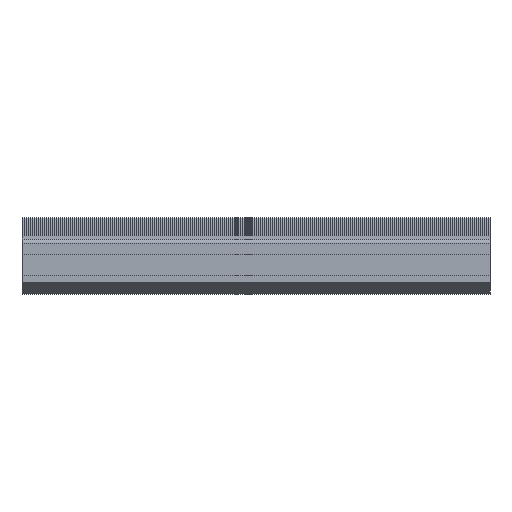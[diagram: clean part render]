
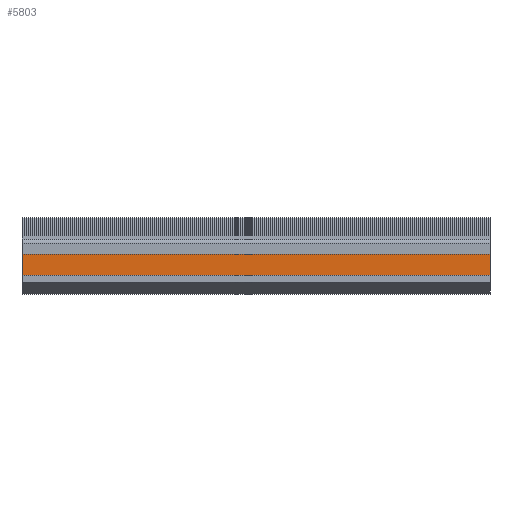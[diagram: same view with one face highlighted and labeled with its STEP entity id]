
A CAD part, front view. The second image highlights one B-rep face of the part: STEP entity #5803.
In plain terms, the highlighted planar face has unit normal (0, -1, 0).
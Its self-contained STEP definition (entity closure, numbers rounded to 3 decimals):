
#78 = VERTEX_POINT ( 'NONE', #6435 ) ;
#1844 = DIRECTION ( 'NONE',  ( -1., 0., 0. ) ) ;
#1845 = VECTOR ( 'NONE', #1844, 1000. ) ;
#1846 = CARTESIAN_POINT ( 'NONE',  ( 100., -4., 4. ) ) ;
#1858 = LINE ( 'NONE', #1846, #1845 ) ;
#1893 = LINE ( 'NONE', #1916, #1894 ) ;
#1894 = VECTOR ( 'NONE', #1951, 1000. ) ;
#1916 = CARTESIAN_POINT ( 'NONE',  ( 0., -4., 8.5 ) ) ;
#1925 = DIRECTION ( 'NONE',  ( -1., 0., 0. ) ) ;
#1926 = VECTOR ( 'NONE', #1925, 1000. ) ;
#1927 = CARTESIAN_POINT ( 'NONE',  ( 100., -4., 8.5 ) ) ;
#1928 = LINE ( 'NONE', #1927, #1926 ) ;
#1930 = CARTESIAN_POINT ( 'NONE',  ( 100., -4., 8.5 ) ) ;
#1932 = CARTESIAN_POINT ( 'NONE',  ( 0., -4., 4. ) ) ;
#1951 = DIRECTION ( 'NONE',  ( 0., 0., -1. ) ) ;
#1952 = CARTESIAN_POINT ( 'NONE',  ( 0., -4., 8.5 ) ) ;
#1954 = AXIS2_PLACEMENT_3D ( 'NONE', #1985, #1981, #1980 ) ;
#1980 = DIRECTION ( 'NONE',  ( 0., 0., 1. ) ) ;
#1981 = DIRECTION ( 'NONE',  ( 0., 1., 0. ) ) ;
#1985 = CARTESIAN_POINT ( 'NONE',  ( 100., -4., 8.5 ) ) ;
#1993 = FACE_OUTER_BOUND ( 'NONE', #5758, .T. ) ;
#1998 = PLANE ( 'NONE',  #1954 ) ;
#2166 = DIRECTION ( 'NONE',  ( 0., 0., -1. ) ) ;
#2167 = VECTOR ( 'NONE', #2166, 1000. ) ;
#2168 = CARTESIAN_POINT ( 'NONE',  ( 100., -4., 8.5 ) ) ;
#2169 = LINE ( 'NONE', #2168, #2167 ) ;
#5595 = EDGE_CURVE ( 'NONE', #78, #5752, #1858, .T. ) ;
#5714 = EDGE_CURVE ( 'NONE', #5731, #5752, #1893, .T. ) ;
#5718 = ORIENTED_EDGE ( 'NONE', *, *, #5714, .T. ) ;
#5731 = VERTEX_POINT ( 'NONE', #1952 ) ;
#5752 = VERTEX_POINT ( 'NONE', #1932 ) ;
#5754 = EDGE_CURVE ( 'NONE', #5756, #5731, #1928, .T. ) ;
#5756 = VERTEX_POINT ( 'NONE', #1930 ) ;
#5758 = EDGE_LOOP ( 'NONE', ( #5718, #5806, #5837, #5862 ) ) ;
#5803 = ADVANCED_FACE ( 'NONE', ( #1993 ), #1998, .F. ) ;
#5806 = ORIENTED_EDGE ( 'NONE', *, *, #5595, .F. ) ;
#5837 = ORIENTED_EDGE ( 'NONE', *, *, #5900, .F. ) ;
#5862 = ORIENTED_EDGE ( 'NONE', *, *, #5754, .T. ) ;
#5900 = EDGE_CURVE ( 'NONE', #5756, #78, #2169, .T. ) ;
#6435 = CARTESIAN_POINT ( 'NONE',  ( 100., -4., 4. ) ) ;
